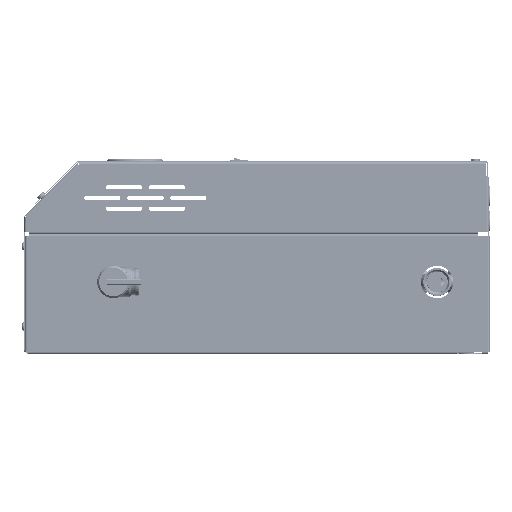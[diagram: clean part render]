
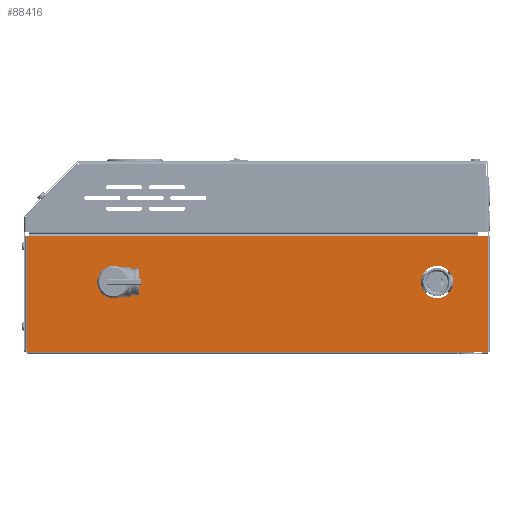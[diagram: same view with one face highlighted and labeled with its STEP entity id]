
A CAD part, left-side view. The second image highlights one B-rep face of the part: STEP entity #88416.
In plain terms, the highlighted planar face has unit normal (-1, 0, 0).
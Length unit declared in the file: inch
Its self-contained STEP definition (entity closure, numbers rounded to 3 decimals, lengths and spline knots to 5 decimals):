
#1588 = FACE_BOUND ( 'NONE', #103606, .T. ) ;
#2126 = CIRCLE ( 'NONE', #39779, 0.75 ) ;
#6777 = EDGE_CURVE ( 'NONE', #108638, #33853, #100068, .T. ) ;
#9849 = CARTESIAN_POINT ( 'NONE',  ( -4.45313, -6.5, 0.4375 ) ) ;
#11384 = VERTEX_POINT ( 'NONE', #80189 ) ;
#11524 = ORIENTED_EDGE ( 'NONE', *, *, #55990, .F. ) ;
#12265 = CARTESIAN_POINT ( 'NONE',  ( -4.45313, 11.65975, 2.5635 ) ) ;
#15333 = ORIENTED_EDGE ( 'NONE', *, *, #78403, .F. ) ;
#16578 = DIRECTION ( 'NONE',  ( 0., 1., 0. ) ) ;
#18538 = LINE ( 'NONE', #67401, #19283 ) ;
#18659 = VECTOR ( 'NONE', #32283, 39.37008 ) ;
#19283 = VECTOR ( 'NONE', #69630, 39.37008 ) ;
#21205 = DIRECTION ( 'NONE',  ( 0., 1., 0. ) ) ;
#21792 = CARTESIAN_POINT ( 'NONE',  ( -4.45313, -7.25, 0.4375 ) ) ;
#23290 = CARTESIAN_POINT ( 'NONE',  ( -4.45313, -9.59025, 2.5635 ) ) ;
#24232 = CARTESIAN_POINT ( 'NONE',  ( -4.45312, 11.75485, 2.5635 ) ) ;
#24602 = ORIENTED_EDGE ( 'NONE', *, *, #78796, .T. ) ;
#26993 = VECTOR ( 'NONE', #44915, 39.37008 ) ;
#27097 = EDGE_LOOP ( 'NONE', ( #24602 ) ) ;
#28232 = CARTESIAN_POINT ( 'NONE',  ( -4.45313, -9.12015, 2.5635 ) ) ;
#28508 = CARTESIAN_POINT ( 'NONE',  ( -4.45313, -9.59025, 2.5635 ) ) ;
#31470 = CIRCLE ( 'NONE', #90619, 0.75 ) ;
#32283 = DIRECTION ( 'NONE',  ( 0., 0., -1. ) ) ;
#32822 = DIRECTION ( 'NONE',  ( 0., 1., 0. ) ) ;
#33853 = VERTEX_POINT ( 'NONE', #33870 ) ;
#33870 = CARTESIAN_POINT ( 'NONE',  ( -4.45312, 11.75485, 2.5635 ) ) ;
#34408 = EDGE_LOOP ( 'NONE', ( #65447, #81198, #11524, #15333, #64657, #102806 ) ) ;
#35878 = PLANE ( 'NONE',  #40294 ) ;
#36432 = FACE_BOUND ( 'NONE', #27097, .T. ) ;
#37051 = CARTESIAN_POINT ( 'NONE',  ( -4.45313, -9.59025, -2.8115 ) ) ;
#37576 = DIRECTION ( 'NONE',  ( 1., 0., 0. ) ) ;
#39779 = AXIS2_PLACEMENT_3D ( 'NONE', #21792, #37576, #72946 ) ;
#39932 = LINE ( 'NONE', #66881, #108519 ) ;
#40145 = DIRECTION ( 'NONE',  ( 1., 0., 0. ) ) ;
#40294 = AXIS2_PLACEMENT_3D ( 'NONE', #92354, #40145, #32822 ) ;
#44915 = DIRECTION ( 'NONE',  ( 0., 1., 0. ) ) ;
#45383 = CARTESIAN_POINT ( 'NONE',  ( -4.45312, 7.75, 0.4375 ) ) ;
#46589 = LINE ( 'NONE', #37051, #26993 ) ;
#50822 = CARTESIAN_POINT ( 'NONE',  ( -4.45313, -9.12015, 2.5635 ) ) ;
#50965 = LINE ( 'NONE', #23290, #18659 ) ;
#53223 = VERTEX_POINT ( 'NONE', #12265 ) ;
#53234 = DIRECTION ( 'NONE',  ( 1., 0., 0. ) ) ;
#53822 = FACE_OUTER_BOUND ( 'NONE', #34408, .T. ) ;
#55990 = EDGE_CURVE ( 'NONE', #90325, #11384, #50965, .T. ) ;
#56821 = VECTOR ( 'NONE', #16578, 39.37008 ) ;
#58310 = CARTESIAN_POINT ( 'NONE',  ( -4.45312, 8.5, 0.4375 ) ) ;
#60939 = VERTEX_POINT ( 'NONE', #9849 ) ;
#64657 = ORIENTED_EDGE ( 'NONE', *, *, #69675, .T. ) ;
#65447 = ORIENTED_EDGE ( 'NONE', *, *, #6777, .F. ) ;
#66881 = CARTESIAN_POINT ( 'NONE',  ( -4.45312, 11.81735, 2.5635 ) ) ;
#67401 = CARTESIAN_POINT ( 'NONE',  ( -4.45312, 11.81735, 2.5635 ) ) ;
#69433 = EDGE_CURVE ( 'NONE', #33853, #53223, #18538, .T. ) ;
#69630 = DIRECTION ( 'NONE',  ( 0., -1., 0. ) ) ;
#69675 = EDGE_CURVE ( 'NONE', #70243, #53223, #101408, .T. ) ;
#70243 = VERTEX_POINT ( 'NONE', #28232 ) ;
#72946 = DIRECTION ( 'NONE',  ( 0., 1., 0. ) ) ;
#73785 = ORIENTED_EDGE ( 'NONE', *, *, #105064, .T. ) ;
#74727 = CARTESIAN_POINT ( 'NONE',  ( -4.45312, 11.75485, -2.8115 ) ) ;
#78403 = EDGE_CURVE ( 'NONE', #70243, #90325, #39932, .T. ) ;
#78796 = EDGE_CURVE ( 'NONE', #110030, #110030, #31470, .T. ) ;
#80189 = CARTESIAN_POINT ( 'NONE',  ( -4.45313, -9.59025, -2.8115 ) ) ;
#81198 = ORIENTED_EDGE ( 'NONE', *, *, #104024, .F. ) ;
#83748 = VECTOR ( 'NONE', #101736, 39.37008 ) ;
#84832 = DIRECTION ( 'NONE',  ( 0., -1., 0. ) ) ;
#88416 = ADVANCED_FACE ( 'NONE', ( #36432, #1588, #53822 ), #35878, .F. ) ;
#90325 = VERTEX_POINT ( 'NONE', #28508 ) ;
#90619 = AXIS2_PLACEMENT_3D ( 'NONE', #45383, #53234, #21205 ) ;
#92354 = CARTESIAN_POINT ( 'NONE',  ( -4.45312, 11.84725, -0.124 ) ) ;
#100068 = LINE ( 'NONE', #24232, #83748 ) ;
#101408 = LINE ( 'NONE', #50822, #56821 ) ;
#101736 = DIRECTION ( 'NONE',  ( 0., 0., 1. ) ) ;
#102806 = ORIENTED_EDGE ( 'NONE', *, *, #69433, .F. ) ;
#103606 = EDGE_LOOP ( 'NONE', ( #73785 ) ) ;
#104024 = EDGE_CURVE ( 'NONE', #11384, #108638, #46589, .T. ) ;
#105064 = EDGE_CURVE ( 'NONE', #60939, #60939, #2126, .T. ) ;
#108519 = VECTOR ( 'NONE', #84832, 39.37008 ) ;
#108638 = VERTEX_POINT ( 'NONE', #74727 ) ;
#110030 = VERTEX_POINT ( 'NONE', #58310 ) ;
